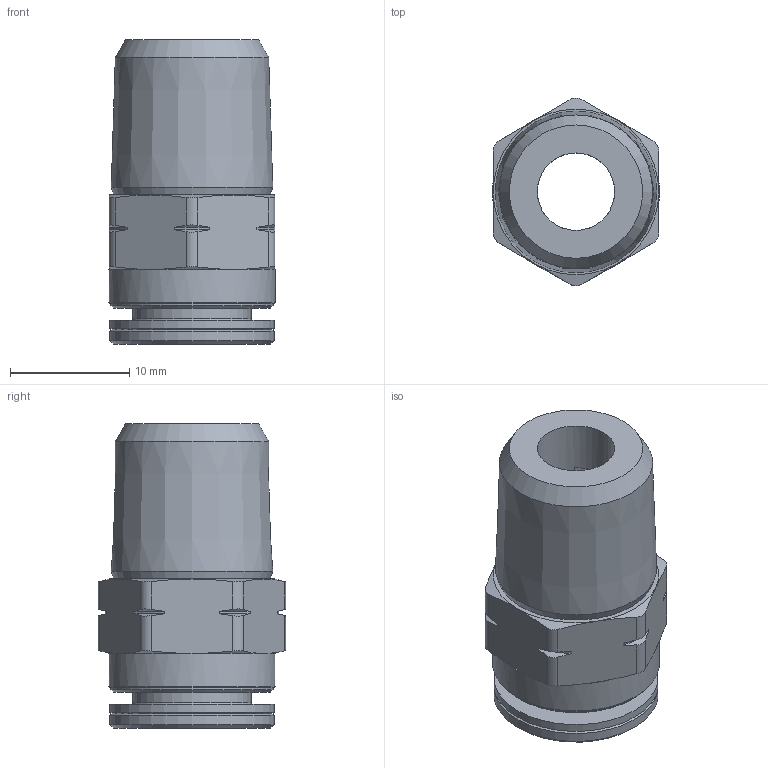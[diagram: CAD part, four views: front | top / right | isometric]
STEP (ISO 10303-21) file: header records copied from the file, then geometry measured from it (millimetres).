
FILE_DESCRIPTION(/* description */ ('STEP AP214'),/* implementation_level */ '2;1');
FILE_NAME(/* name */ '565321_CRQS-1_4-5_16-U',/* time_stamp */ '2024-08-08T20:09:21+02:00',/* author */ ('License CC BY-ND 4.0'),/* organization */ ('CADENAS'),/* preprocessor_version */ 'ST-DEVELOPER v19.3',/* originating_system */ 'PARTsolutions',/* authorisation */ ' ');
FILE_SCHEMA (('AUTOMOTIVE_DESIGN {1 0 10303 214 3 1 1}'));
Length unit declared in the file: millimetre
Products named in the file (1): 565321 CRQS-1/4-5/16-U
Bounding box: 14 x 15.72 x 25.5 mm (x, y, z)
Volume: 2542.5 mm3; surface area: 2065.6 mm2
Topology: 1 solids, 1 shells, 96 faces, 251 edges, 162 vertices
Faces by surface type: plane 37, cone 33, cylinder 25, torus 1
Full cylindrical faces by diameter (mm): 6.5 x1, 7.9 x1, 9.9 x1, 13.6 x1, 13.8 x2, 14 x1
Entity records: 2934 total; most frequent: CARTESIAN_POINT 705, ORIENTED_EDGE 464, DIRECTION 418, EDGE_CURVE 232, AXIS2_PLACEMENT_3D 161, VERTEX_POINT 160, EDGE_LOOP 120, FACE_BOUND 120
